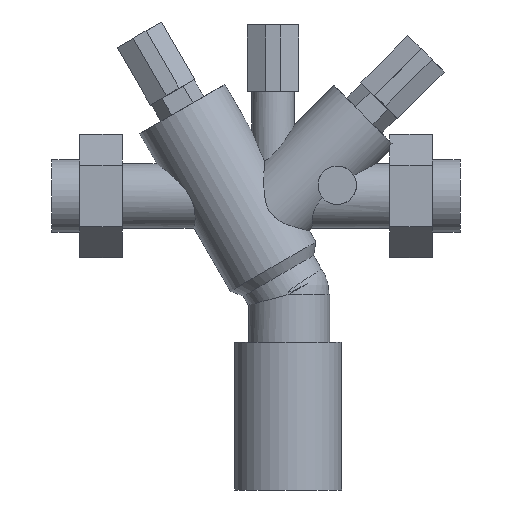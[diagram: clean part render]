
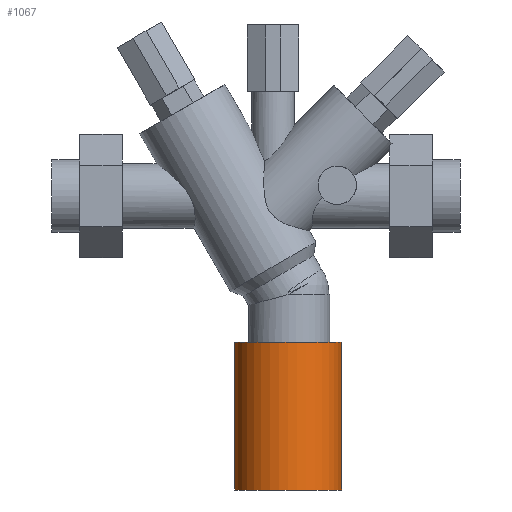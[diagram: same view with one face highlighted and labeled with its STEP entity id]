
A CAD part, front view. The second image highlights one B-rep face of the part: STEP entity #1067.
In plain terms, the highlighted cylindrical face has radius 25 mm (diameter 50 mm), a partial arc.
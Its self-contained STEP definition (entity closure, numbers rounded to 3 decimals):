
#703=EDGE_CURVE('',#1421,#1397,#1959,.T.);
#705=EDGE_CURVE('',#1421,#1599,#1961,.T.);
#1067=ADVANCED_FACE('',(#2358),#2359,.T.);
#1259=VERTEX_POINT('',#2567);
#1325=EDGE_CURVE('',#1259,#1397,#2641,.T.);
#1397=VERTEX_POINT('',#2718);
#1421=VERTEX_POINT('',#2743);
#1599=VERTEX_POINT('',#2944);
#1811=EDGE_CURVE('',#1259,#1599,#3181,.T.);
#1959=CIRCLE('',#3353,25.0);
#1961=LINE('',#3356,#3357);
#2358=FACE_OUTER_BOUND('',#5909,.T.);
#2359=CYLINDRICAL_SURFACE('',#5910,25.0);
#2567=CARTESIAN_POINT('',(32.0,0.,-137.5));
#2641=LINE('',#6541,#6542);
#2718=CARTESIAN_POINT('',(32.0,0.,-68.5));
#2743=CARTESIAN_POINT('',(-18.0,0.0,-68.5));
#2944=CARTESIAN_POINT('',(-18.0,0.0,-137.5));
#3181=CIRCLE('',#7512,25.0);
#3353=AXIS2_PLACEMENT_3D('',#9453,#9454,#9455);
#3356=CARTESIAN_POINT('',(-18.0,0.,-103.0));
#3357=VECTOR('',#9456,1.0);
#5909=EDGE_LOOP('',(#9864,#9865,#9866,#9867));
#5910=AXIS2_PLACEMENT_3D('',#9868,#9869,#9870);
#6541=CARTESIAN_POINT('',(32.0,0.,-103.0));
#6542=VECTOR('',#10160,1.0);
#7512=AXIS2_PLACEMENT_3D('',#10796,#10797,#10798);
#9453=CARTESIAN_POINT('',(7.0,0.0,-68.5));
#9454=DIRECTION('',(0.0,0.0,1.0));
#9455=DIRECTION('',(-1.0,0.0,0.0));
#9456=DIRECTION('',(0.0,0.0,-1.0));
#9864=ORIENTED_EDGE('',*,*,#705,.T.);
#9865=ORIENTED_EDGE('',*,*,#1811,.F.);
#9866=ORIENTED_EDGE('',*,*,#1325,.T.);
#9867=ORIENTED_EDGE('',*,*,#703,.F.);
#9868=CARTESIAN_POINT('',(7.0,0.0,-103.0));
#9869=DIRECTION('',(0.0,0.0,1.0));
#9870=DIRECTION('',(-1.0,0.0,0.0));
#10160=DIRECTION('',(0.0,0.0,1.0));
#10796=CARTESIAN_POINT('',(7.0,0.0,-137.5));
#10797=DIRECTION('',(0.0,0.0,-1.0));
#10798=DIRECTION('',(-1.0,0.0,0.0));
